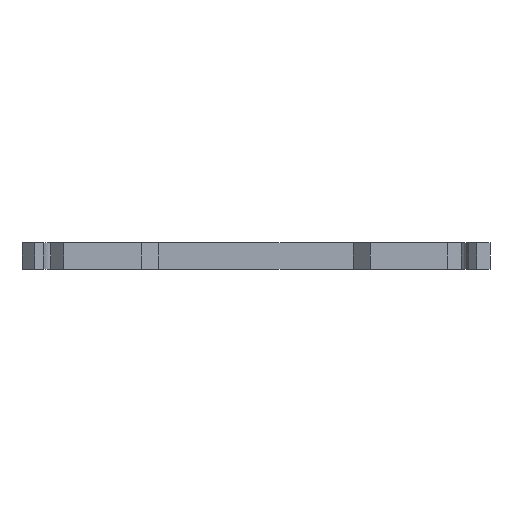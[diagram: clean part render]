
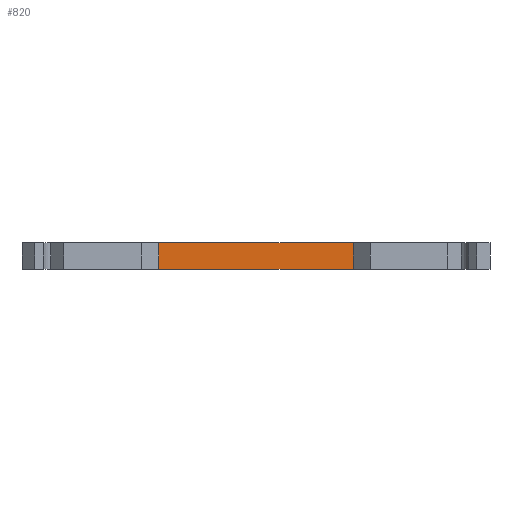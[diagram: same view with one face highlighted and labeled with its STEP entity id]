
A CAD part, left-side view. The second image highlights one B-rep face of the part: STEP entity #820.
In plain terms, the highlighted planar face has unit normal (-1, 0, 0).
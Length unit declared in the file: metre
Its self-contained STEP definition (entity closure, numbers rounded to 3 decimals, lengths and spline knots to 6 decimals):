
#64=ORIENTED_EDGE('',*,*,#295,.F.);
#65=ORIENTED_EDGE('',*,*,#296,.F.);
#66=ORIENTED_EDGE('',*,*,#297,.T.);
#67=ORIENTED_EDGE('',*,*,#293,.T.);
#293=EDGE_CURVE('',#405,#404,#491,.T.);
#295=EDGE_CURVE('',#406,#404,#493,.T.);
#296=EDGE_CURVE('',#407,#406,#494,.T.);
#297=EDGE_CURVE('',#407,#405,#495,.T.);
#404=VERTEX_POINT('',#1189);
#405=VERTEX_POINT('',#1191);
#406=VERTEX_POINT('',#1195);
#407=VERTEX_POINT('',#1197);
#491=LINE('',#1190,#603);
#493=LINE('',#1194,#605);
#494=LINE('',#1196,#606);
#495=LINE('',#1198,#607);
#603=VECTOR('',#968,1.);
#605=VECTOR('',#972,1.);
#606=VECTOR('',#973,1.);
#607=VECTOR('',#974,1.);
#698=EDGE_LOOP('',(#64,#65,#66,#67));
#740=FACE_BOUND('',#698,.T.);
#781=PLANE('',#877);
#820=ADVANCED_FACE('',(#740),#781,.T.);
#877=AXIS2_PLACEMENT_3D('',#1193,#970,#971);
#968=DIRECTION('',(0.,0.,-1.));
#970=DIRECTION('',(-1.,0.,0.));
#971=DIRECTION('',(0.,0.,1.));
#972=DIRECTION('',(0.,1.,0.));
#973=DIRECTION('',(0.,0.,-1.));
#974=DIRECTION('',(0.,1.,0.));
#1189=CARTESIAN_POINT('',(-0.014305,0.006335,0.));
#1190=CARTESIAN_POINT('',(-0.014305,0.006335,0.0018));
#1191=CARTESIAN_POINT('',(-0.014305,0.006335,0.0018));
#1193=CARTESIAN_POINT('',(-0.014305,-0.000165,0.0018));
#1194=CARTESIAN_POINT('',(-0.014305,-0.000165,0.));
#1195=CARTESIAN_POINT('',(-0.014305,-0.006665,0.));
#1196=CARTESIAN_POINT('',(-0.014305,-0.006665,0.0018));
#1197=CARTESIAN_POINT('',(-0.014305,-0.006665,0.0018));
#1198=CARTESIAN_POINT('',(-0.014305,-0.000165,0.0018));
